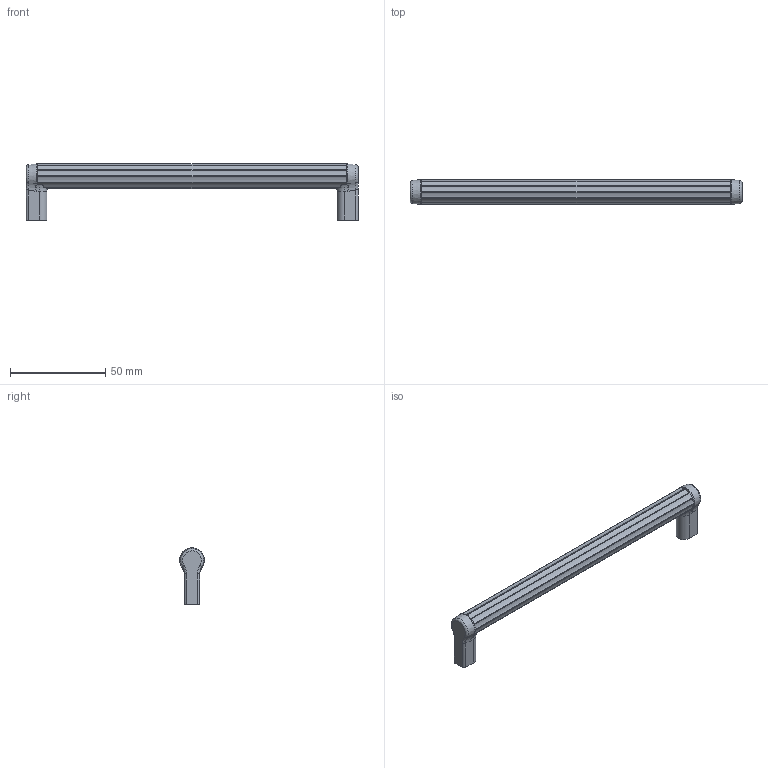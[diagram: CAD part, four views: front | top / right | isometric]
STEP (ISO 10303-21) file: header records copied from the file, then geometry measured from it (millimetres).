
FILE_DESCRIPTION(('Creo Elements/Direct Modeling STEP Export'),'2;1');
FILE_NAME('2619-174.stp','2023-07-17T12:52:59',(''),(''),'Creo Elements/Direct Modeling STEP processor for AP214 (Solid Model)','Creo Elements/Direct Modeling 20.0 12-Nov-2016 (C) Parametric Technology GmbH','');
FILE_SCHEMA(('AUTOMOTIVE_DESIGN { 1 0 10303 214 1 1 1 1 }'));
Length unit declared in the file: millimetre
Products named in the file (3): ZN-12089; AL-12090; DIV-12088
Assembly tree (3 placements, depth 2):
  DIV-12088
    ZN-12089  x2
    AL-12090
Bounding box: 174 x 12.98 x 29.5 mm (x, y, z)
Volume: 17392.9 mm3; surface area: 14375.2 mm2
Topology: 3 solids, 3 shells, 270 faces, 650 edges, 386 vertices
Faces by surface type: bspline 82, cylinder 78, torus 58, cone 34, plane 18
Entity records: 8104 total; most frequent: CARTESIAN_POINT 4083, ORIENTED_EDGE 874, DIRECTION 780, EDGE_CURVE 437, AXIS2_PLACEMENT_3D 351, VERTEX_POINT 261, CIRCLE 191, EDGE_LOOP 186
